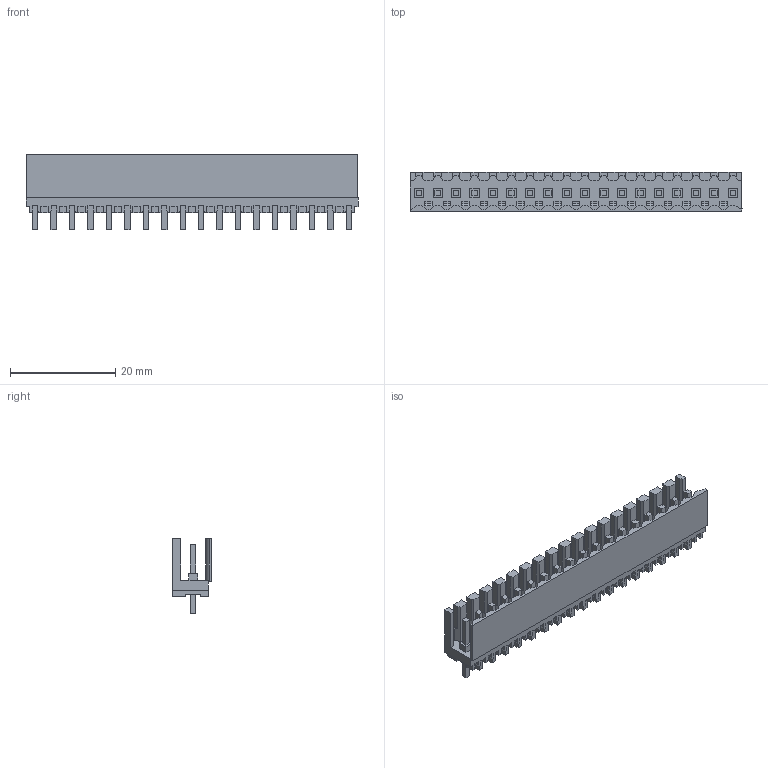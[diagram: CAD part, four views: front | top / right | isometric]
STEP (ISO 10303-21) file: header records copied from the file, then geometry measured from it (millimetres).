
FILE_DESCRIPTION(('CATIA V5 STEP Exchange','CAx-IF Rec.Pracs.--- Model Styling and Organization---1.2---2011-12-15'),'2;1');
FILE_NAME ('D1453669_0_1621410000_1621410000.stp','2018-03-12T07:22:11+00:00',('none'),('Weidmueller'),'CATIA Version 5-6 Release 2014','CATIA V5 STEP AP214','none');
FILE_SCHEMA(('AUTOMOTIVE_DESIGN { 1 0 10303 214 1 1 1 1 }'));
Length unit declared in the file: millimetre
Products named in the file (1): 1621410000
Bounding box: 63 x 7.45 x 14.25 mm (x, y, z)
Volume: 2000.2 mm3; surface area: 5616.7 mm2
Topology: 19 solids, 19 shells, 1068 faces, 3152 edges, 2157 vertices
Faces by surface type: plane 1050, cylinder 18
Entity records: 33545 total; most frequent: ORIENTED_EDGE 6304, CARTESIAN_POINT 5864, DIRECTION 4260, EDGE_CURVE 3152, VECTOR 3116, LINE 3116, VERTEX_POINT 2157, EDGE_LOOP 1139
